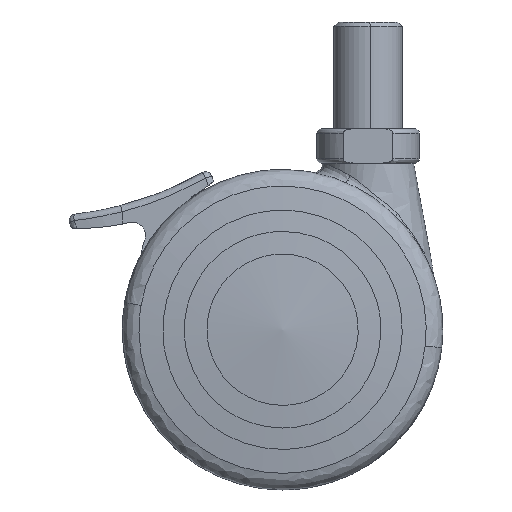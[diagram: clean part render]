
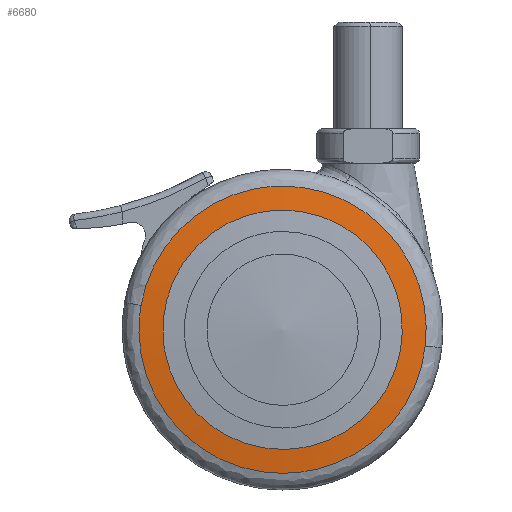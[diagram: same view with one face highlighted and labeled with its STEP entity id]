
A CAD part, front view. The second image highlights one B-rep face of the part: STEP entity #6680.
In plain terms, the highlighted free-form (B-spline) face has degree [2, 2] with [4, 4] control points.
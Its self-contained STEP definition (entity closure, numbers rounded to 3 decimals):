
#5242=CARTESIAN_POINT('',(27.804,-29.554,3.305));
#5243=VERTEX_POINT('',#5242);
#5244=CARTESIAN_POINT('',(0.0,-29.554,-28.0));
#5245=VERTEX_POINT('',#5244);
#5246=CARTESIAN_POINT('',(27.804,-29.554,3.305));
#5247=CARTESIAN_POINT('',(28.,-29.554,1.658));
#5248=CARTESIAN_POINT('',(28.0,-29.554,0.0));
#5249=CARTESIAN_POINT('',(28.,-29.554,-28.));
#5250=CARTESIAN_POINT('',(0.0,-29.554,-28.0));
#5258=(BOUNDED_CURVE()B_SPLINE_CURVE(2,(#5246,#5247,#5248,#5249,#5250),.UNSPECIFIED.,.F.,.U.)B_SPLINE_CURVE_WITH_KNOTS((3,2,3),(0.23,0.25,0.5),.UNSPECIFIED.)CURVE()GEOMETRIC_REPRESENTATION_ITEM()RATIONAL_B_SPLINE_CURVE((0.956,0.976,1.0,0.707,1.0))REPRESENTATION_ITEM(''));
#5259=EDGE_CURVE('',#5243,#5245,#5258,.T.);
#5300=CARTESIAN_POINT('',(-27.948,-29.554,-1.709));
#5301=VERTEX_POINT('',#5300);
#5307=CARTESIAN_POINT('',(0.0,-29.554,-28.0));
#5308=CARTESIAN_POINT('',(-26.34,-29.554,-28.0));
#5309=CARTESIAN_POINT('',(-27.948,-29.554,-1.709));
#5317=(BOUNDED_CURVE()B_SPLINE_CURVE(2,(#5307,#5308,#5309),.UNSPECIFIED.,.F.,.U.)B_SPLINE_CURVE_WITH_KNOTS((3,3),(0.5,0.739),.UNSPECIFIED.)CURVE()GEOMETRIC_REPRESENTATION_ITEM()RATIONAL_B_SPLINE_CURVE((1.0,0.72,0.976))REPRESENTATION_ITEM(''));
#5318=EDGE_CURVE('',#5245,#5301,#5317,.T.);
#5341=CARTESIAN_POINT('',(0.0,-29.554,28.0));
#5342=VERTEX_POINT('',#5341);
#5343=CARTESIAN_POINT('',(0.0,-29.554,28.0));
#5344=CARTESIAN_POINT('',(24.869,-29.554,28.0));
#5345=CARTESIAN_POINT('',(27.804,-29.554,3.305));
#5353=(BOUNDED_CURVE()B_SPLINE_CURVE(2,(#5343,#5344,#5345),.UNSPECIFIED.,.F.,.U.)B_SPLINE_CURVE_WITH_KNOTS((3,3),(0.0,0.23),.UNSPECIFIED.)CURVE()GEOMETRIC_REPRESENTATION_ITEM()RATIONAL_B_SPLINE_CURVE((1.0,0.731,0.956))REPRESENTATION_ITEM(''));
#5354=EDGE_CURVE('',#5342,#5243,#5353,.T.);
#5356=CARTESIAN_POINT('',(-27.948,-29.554,-1.709));
#5357=CARTESIAN_POINT('',(-28.,-29.554,-0.855));
#5358=CARTESIAN_POINT('',(-28.0,-29.554,0.0));
#5359=CARTESIAN_POINT('',(-28.,-29.554,28.));
#5360=CARTESIAN_POINT('',(0.0,-29.554,28.0));
#5368=(BOUNDED_CURVE()B_SPLINE_CURVE(2,(#5356,#5357,#5358,#5359,#5360),.UNSPECIFIED.,.F.,.U.)B_SPLINE_CURVE_WITH_KNOTS((3,2,3),(0.739,0.75,1.0),.UNSPECIFIED.)CURVE()GEOMETRIC_REPRESENTATION_ITEM()RATIONAL_B_SPLINE_CURVE((0.976,0.988,1.0,0.707,1.0))REPRESENTATION_ITEM(''));
#5369=EDGE_CURVE('',#5301,#5342,#5368,.T.);
#6212=CARTESIAN_POINT('',(-33.119,-28.858,5.696));
#6213=VERTEX_POINT('',#6212);
#6227=CARTESIAN_POINT('',(0.0,-28.858,33.605));
#6228=VERTEX_POINT('',#6227);
#6229=CARTESIAN_POINT('',(-33.119,-28.858,5.696));
#6230=CARTESIAN_POINT('',(-28.319,-28.858,33.605));
#6231=CARTESIAN_POINT('',(0.0,-28.858,33.605));
#6239=(BOUNDED_CURVE()B_SPLINE_CURVE(2,(#6229,#6230,#6231),.UNSPECIFIED.,.F.,.U.)B_SPLINE_CURVE_WITH_KNOTS((3,3),(0.779,1.0),.UNSPECIFIED.)CURVE()GEOMETRIC_REPRESENTATION_ITEM()RATIONAL_B_SPLINE_CURVE((0.94,0.741,1.0))REPRESENTATION_ITEM(''));
#6240=EDGE_CURVE('',#6213,#6228,#6239,.T.);
#6242=CARTESIAN_POINT('',(33.39,-28.858,-3.793));
#6243=VERTEX_POINT('',#6242);
#6244=CARTESIAN_POINT('',(0.0,-28.858,33.605));
#6245=CARTESIAN_POINT('',(33.605,-28.858,33.605));
#6246=CARTESIAN_POINT('',(33.605,-28.858,0.0));
#6247=CARTESIAN_POINT('',(33.605,-28.858,-1.902));
#6248=CARTESIAN_POINT('',(33.39,-28.858,-3.793));
#6256=(BOUNDED_CURVE()B_SPLINE_CURVE(2,(#6244,#6245,#6246,#6247,#6248),.UNSPECIFIED.,.F.,.U.)B_SPLINE_CURVE_WITH_KNOTS((3,2,3),(0.0,0.25,0.27),.UNSPECIFIED.)CURVE()GEOMETRIC_REPRESENTATION_ITEM()RATIONAL_B_SPLINE_CURVE((1.0,0.707,1.0,0.977,0.958))REPRESENTATION_ITEM(''));
#6257=EDGE_CURVE('',#6228,#6243,#6256,.T.);
#6310=CARTESIAN_POINT('',(0.0,-28.858,-33.605));
#6311=VERTEX_POINT('',#6310);
#6312=CARTESIAN_POINT('',(33.39,-28.858,-3.793));
#6313=CARTESIAN_POINT('',(30.004,-28.858,-33.605));
#6314=CARTESIAN_POINT('',(0.0,-28.858,-33.605));
#6322=(BOUNDED_CURVE()B_SPLINE_CURVE(2,(#6312,#6313,#6314),.UNSPECIFIED.,.F.,.U.)B_SPLINE_CURVE_WITH_KNOTS((3,3),(0.27,0.5),.UNSPECIFIED.)CURVE()GEOMETRIC_REPRESENTATION_ITEM()RATIONAL_B_SPLINE_CURVE((0.958,0.73,1.0))REPRESENTATION_ITEM(''));
#6323=EDGE_CURVE('',#6243,#6311,#6322,.T.);
#6325=CARTESIAN_POINT('',(0.0,-28.858,-33.605));
#6326=CARTESIAN_POINT('',(-33.605,-28.858,-33.605));
#6327=CARTESIAN_POINT('',(-33.605,-28.858,0.0));
#6328=CARTESIAN_POINT('',(-33.605,-28.858,2.869));
#6329=CARTESIAN_POINT('',(-33.119,-28.858,5.696));
#6337=(BOUNDED_CURVE()B_SPLINE_CURVE(2,(#6325,#6326,#6327,#6328,#6329),.UNSPECIFIED.,.F.,.U.)B_SPLINE_CURVE_WITH_KNOTS((3,2,3),(0.5,0.75,0.779),.UNSPECIFIED.)CURVE()GEOMETRIC_REPRESENTATION_ITEM()RATIONAL_B_SPLINE_CURVE((1.0,0.707,1.0,0.966,0.94))REPRESENTATION_ITEM(''));
#6338=EDGE_CURVE('',#6311,#6213,#6337,.T.);
#6644=CARTESIAN_POINT('',(-36.725,-25.673,-36.725));
#6645=CARTESIAN_POINT('',(-18.463,-28.385,-36.927));
#6646=CARTESIAN_POINT('',(18.463,-28.385,-36.927));
#6647=CARTESIAN_POINT('',(36.725,-25.673,-36.725));
#6648=CARTESIAN_POINT('',(-36.927,-28.385,-18.463));
#6649=CARTESIAN_POINT('',(-18.565,-31.127,-18.565));
#6650=CARTESIAN_POINT('',(18.565,-31.127,-18.565));
#6651=CARTESIAN_POINT('',(36.927,-28.385,-18.463));
#6652=CARTESIAN_POINT('',(-36.927,-28.385,18.463));
#6653=CARTESIAN_POINT('',(-18.565,-31.127,18.565));
#6654=CARTESIAN_POINT('',(18.565,-31.127,18.565));
#6655=CARTESIAN_POINT('',(36.927,-28.385,18.463));
#6656=CARTESIAN_POINT('',(-36.725,-25.673,36.725));
#6657=CARTESIAN_POINT('',(-18.463,-28.385,36.927));
#6658=CARTESIAN_POINT('',(18.463,-28.385,36.927));
#6659=CARTESIAN_POINT('',(36.725,-25.673,36.725));
#6667=(BOUNDED_SURFACE()B_SPLINE_SURFACE(2,2,((#6644,#6648,#6652,#6656),(#6645,#6649,#6653,#6657),(#6646,#6650,#6654,#6658),(#6647,#6651,#6655,#6659)),.UNSPECIFIED.,.F.,.F.,.U.)B_SPLINE_SURFACE_WITH_KNOTS((3,1,3),(3,1,3),(77.772,113.912,150.052),(77.772,113.912,150.053),.UNSPECIFIED.)GEOMETRIC_REPRESENTATION_ITEM()RATIONAL_B_SPLINE_SURFACE(((1.011,1.006,1.006,1.011),(1.006,1.0,1.0,1.006),(1.006,1.0,1.0,1.006),(1.011,1.006,1.006,1.011)))REPRESENTATION_ITEM('')SURFACE());
#6668=ORIENTED_EDGE('',*,*,#6240,.F.);
#6669=ORIENTED_EDGE('',*,*,#6338,.F.);
#6670=ORIENTED_EDGE('',*,*,#6323,.F.);
#6671=ORIENTED_EDGE('',*,*,#6257,.F.);
#6672=EDGE_LOOP('',(#6668,#6669,#6670,#6671));
#6673=FACE_OUTER_BOUND('',#6672,.T.);
#6674=ORIENTED_EDGE('',*,*,#5318,.T.);
#6675=ORIENTED_EDGE('',*,*,#5369,.T.);
#6676=ORIENTED_EDGE('',*,*,#5354,.T.);
#6677=ORIENTED_EDGE('',*,*,#5259,.T.);
#6678=EDGE_LOOP('',(#6674,#6675,#6676,#6677));
#6679=FACE_BOUND('',#6678,.T.);
#6680=ADVANCED_FACE('',(#6673,#6679),#6667,.T.);
